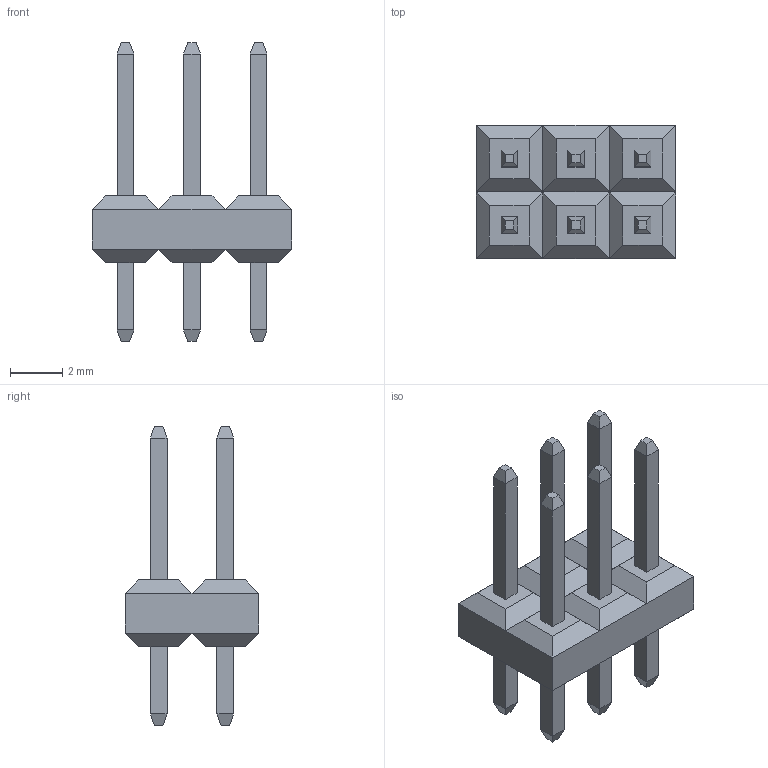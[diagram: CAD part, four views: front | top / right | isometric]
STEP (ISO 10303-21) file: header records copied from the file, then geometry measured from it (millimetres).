
FILE_DESCRIPTION(/* description */ (''),/* implementation_level */ '2;1');
FILE_NAME(/* name */ 'header_straight_1605085928385.stp',/* time_stamp */ '2020-11-11T09:12:13+00:00',/* author */ (''),/* organization */ (''),/* preprocessor_version */ 'ST-DEVELOPER v18.1',/* originating_system */ 'ASM',/* authorisation */ '');
FILE_SCHEMA (('AUTOMOTIVE_DESIGN { 1 0 10303 214 3 1 1 }'));
Length unit declared in the file: millimetre
Products named in the file (1): header_straight_1605085928385
Bounding box: 7.62 x 5.08 x 11.38 mm (x, y, z)
Volume: 105.5 mm3; surface area: 266.1 mm2
Topology: 1 solids, 1 shells, 172 faces, 374 edges, 216 vertices
Faces by surface type: plane 172
Entity records: 4555 total; most frequent: CARTESIAN_POINT 763, ORIENTED_EDGE 748, DIRECTION 720, LINE 374, VECTOR 374, EDGE_CURVE 374, VERTEX_POINT 216, EDGE_LOOP 184
